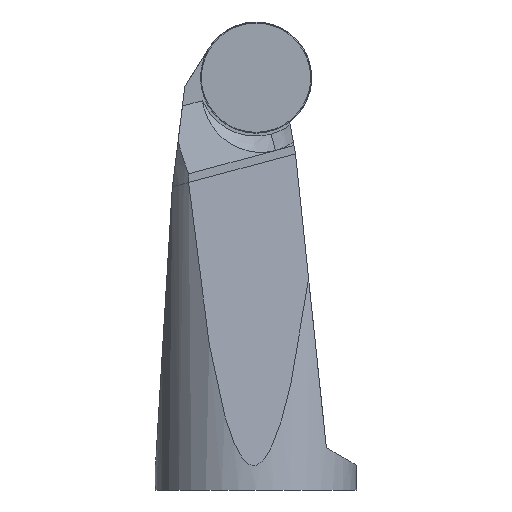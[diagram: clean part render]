
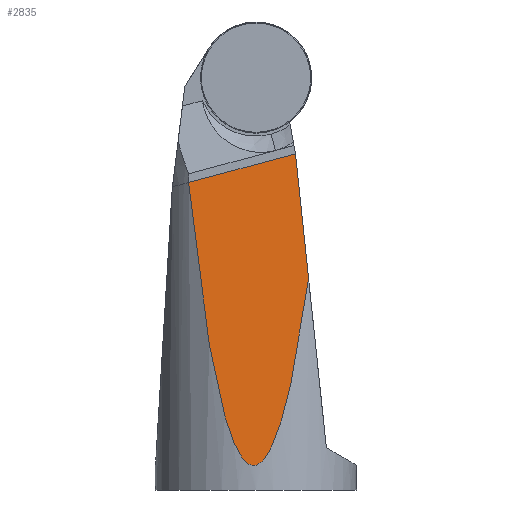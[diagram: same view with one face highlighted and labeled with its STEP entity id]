
A CAD part, front view. The second image highlights one B-rep face of the part: STEP entity #2835.
In plain terms, the highlighted planar face has unit normal (-0.023, -0.996, 0.086).
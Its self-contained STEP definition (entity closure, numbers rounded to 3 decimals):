
#390=CARTESIAN_POINT('NONE',(47.1,-89.,1709.093));
#391=VERTEX_POINT('NONE',#390);
#392=DIRECTION('NONE',(0.966,0.,0.259));
#393=VECTOR('NONE',#392,1.);
#394=CARTESIAN_POINT('NONE',(-424.118,-89.,1582.83));
#395=LINE('*LN191',#394,#393);
#397=EDGE_CURVE('NONE',#1482,#391,#395,.T.);
#1481=CARTESIAN_POINT('NONE',(-80.492,-89.,1674.905));
#1482=VERTEX_POINT('NONE',#1481);
#2810=ORIENTED_EDGE('NONE',*,*,#397,.F.);
#2811=CARTESIAN_POINT('NONE',(62.795,-102.259,1559.767));
#2812=VERTEX_POINT('NONE',#2811);
#2813=CARTESIAN_POINT('NONE',(0.,0.,2727.071));
#2814=DIRECTION('NONE',(-0.002,-0.086,-0.996));
#2815=DIRECTION('NONE',(-0.023,-0.996,0.086));
#2816=AXIS2_PLACEMENT_3D('NONE',#2813,#2815,#2814);
#2817=ELLIPSE('*CRV215',#2816,1395.113,120.);
#2819=EDGE_CURVE('NONE',#1482,#2812,#2817,.T.);
#2820=ORIENTED_EDGE('NONE',*,*,#2819,.T.);
#2821=DIRECTION('NONE',(0.104,-0.088,-0.991));
#2822=VECTOR('NONE',#2821,1.);
#2823=CARTESIAN_POINT('NONE',(222.069,-236.81,44.371));
#2824=LINE('*LN192',#2823,#2822);
#2826=EDGE_CURVE('NONE',#391,#2812,#2824,.T.);
#2827=ORIENTED_EDGE('NONE',*,*,#2826,.F.);
#2828=EDGE_LOOP('NONE',(#2810,#2820,#2827));
#2829=FACE_OUTER_BOUND('NONE',#2828,.T.);
#2830=CARTESIAN_POINT('NONE',(0.,-120.,1337.5));
#2831=DIRECTION('NONE',(-0.966,0.,-0.259));
#2832=DIRECTION('NONE',(0.023,0.996,-0.086));
#2833=AXIS2_PLACEMENT_3D('NONE',#2830,#2832,#2831);
#2834=PLANE('NONE',#2833);
#2835=ADVANCED_FACE('*FAC120',(#2829),#2834,.F.);
